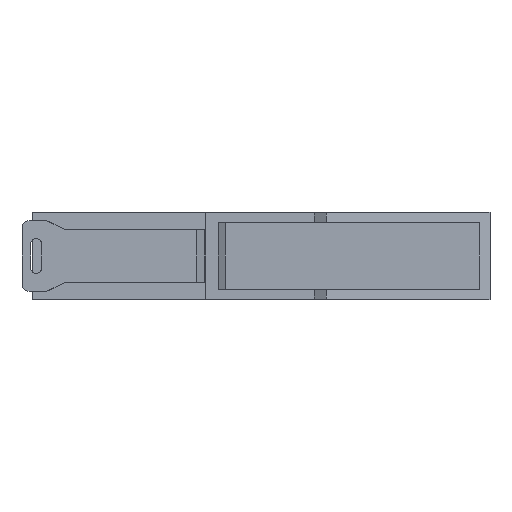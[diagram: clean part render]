
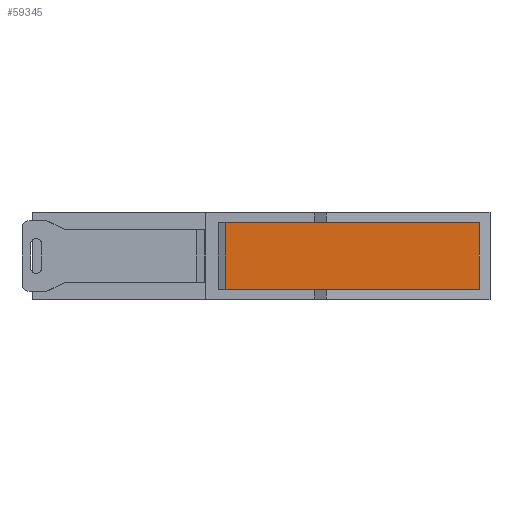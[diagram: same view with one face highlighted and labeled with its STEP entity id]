
A CAD part, front view. The second image highlights one B-rep face of the part: STEP entity #59345.
In plain terms, the highlighted planar face has unit normal (0, -1, 0).
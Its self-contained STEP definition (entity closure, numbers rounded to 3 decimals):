
#18097=DIRECTION('',(-1.,0.,0.));
#18098=VECTOR('',#18097,72.256);
#18099=CARTESIAN_POINT('',(62.,8.5,9.5));
#18100=LINE('',#18099,#18098);
#18109=DIRECTION('',(-1.,0.,0.));
#18110=VECTOR('',#18109,72.256);
#18111=CARTESIAN_POINT('',(62.,8.5,-9.5));
#18112=LINE('',#18111,#18110);
#18301=DIRECTION('',(0.,0.,1.));
#18302=VECTOR('',#18301,19.);
#18303=CARTESIAN_POINT('',(-10.256,8.5,-9.5));
#18304=LINE('',#18303,#18302);
#18305=DIRECTION('',(0.,0.,1.));
#18306=VECTOR('',#18305,19.);
#18307=CARTESIAN_POINT('',(62.,8.5,-9.5));
#18308=LINE('',#18307,#18306);
#20689=CARTESIAN_POINT('',(62.,8.5,-9.5));
#20690=CARTESIAN_POINT('',(-10.256,8.5,-9.5));
#20691=VERTEX_POINT('',#20689);
#20692=VERTEX_POINT('',#20690);
#20693=CARTESIAN_POINT('',(62.,8.5,9.5));
#20694=CARTESIAN_POINT('',(-10.256,8.5,9.5));
#20695=VERTEX_POINT('',#20693);
#20696=VERTEX_POINT('',#20694);
#59334=CARTESIAN_POINT('',(62.,8.5,-9.5));
#59335=DIRECTION('',(0.,1.,0.));
#59336=DIRECTION('',(-1.,0.,0.));
#59337=AXIS2_PLACEMENT_3D('',#59334,#59335,#59336);
#59338=PLANE('',#59337);
#59339=ORIENTED_EDGE('',*,*,#59049,.T.);
#59340=ORIENTED_EDGE('',*,*,#59321,.T.);
#59341=ORIENTED_EDGE('',*,*,#58997,.F.);
#59342=ORIENTED_EDGE('',*,*,#59023,.F.);
#59343=EDGE_LOOP('',(#59339,#59340,#59341,#59342));
#59344=FACE_OUTER_BOUND('',#59343,.F.);
#58997=EDGE_CURVE('',#20695,#20696,#18100,.T.);
#59023=EDGE_CURVE('',#20691,#20695,#18308,.T.);
#59049=EDGE_CURVE('',#20691,#20692,#18112,.T.);
#59321=EDGE_CURVE('',#20692,#20696,#18304,.T.);
#59345=ADVANCED_FACE('',(#59344),#59338,.F.);
